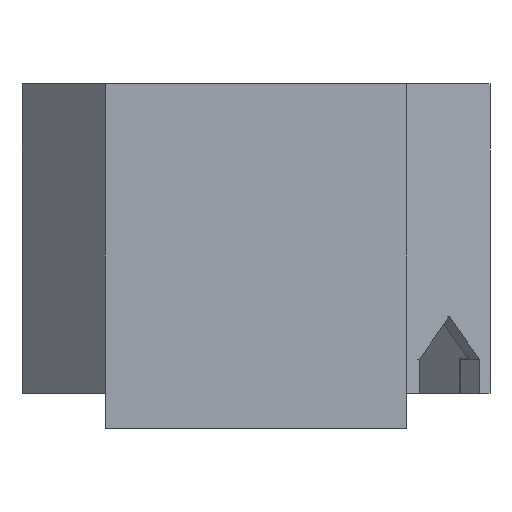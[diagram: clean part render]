
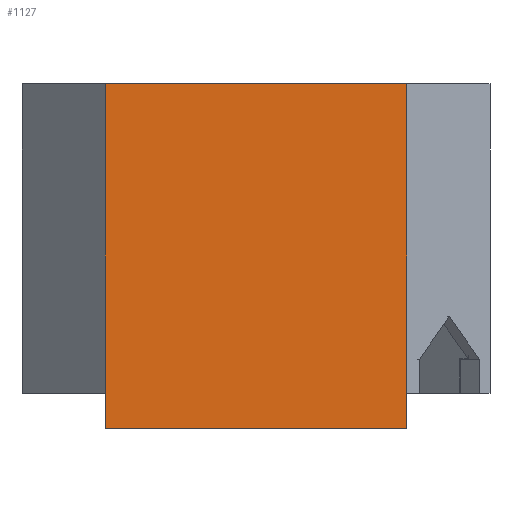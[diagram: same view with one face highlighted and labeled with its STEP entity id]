
A CAD part, front view. The second image highlights one B-rep face of the part: STEP entity #1127.
In plain terms, the highlighted planar face has unit normal (0, -1, 0).
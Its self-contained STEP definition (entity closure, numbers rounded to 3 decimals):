
#85=FACE_OUTER_BOUND('',#147,.T.);
#147=EDGE_LOOP('',(#992,#993,#994,#995));
#259=LINE('',#1734,#407);
#280=LINE('',#1775,#428);
#294=LINE('',#1802,#442);
#295=LINE('',#1804,#443);
#407=VECTOR('',#1415,10.);
#428=VECTOR('',#1450,10.);
#442=VECTOR('',#1480,10.);
#443=VECTOR('',#1483,10.);
#530=VERTEX_POINT('',#1731);
#531=VERTEX_POINT('',#1733);
#544=VERTEX_POINT('',#1773);
#549=VERTEX_POINT('',#1800);
#667=EDGE_CURVE('',#530,#531,#259,.T.);
#688=EDGE_CURVE('',#544,#530,#280,.T.);
#702=EDGE_CURVE('',#544,#549,#294,.T.);
#703=EDGE_CURVE('',#531,#549,#295,.T.);
#992=ORIENTED_EDGE('',*,*,#702,.T.);
#993=ORIENTED_EDGE('',*,*,#703,.F.);
#994=ORIENTED_EDGE('',*,*,#667,.F.);
#995=ORIENTED_EDGE('',*,*,#688,.F.);
#1069=PLANE('',#1207);
#1127=ADVANCED_FACE('',(#85),#1069,.T.);
#1207=AXIS2_PLACEMENT_3D('',#1803,#1481,#1482);
#1415=DIRECTION('',(0.,0.,1.));
#1450=DIRECTION('',(-1.,0.,0.));
#1480=DIRECTION('',(0.,0.,1.));
#1481=DIRECTION('center_axis',(0.,-1.,0.));
#1482=DIRECTION('ref_axis',(1.,0.,0.));
#1483=DIRECTION('',(1.,0.,0.));
#1731=CARTESIAN_POINT('',(-51.,-42.518,-2.));
#1733=CARTESIAN_POINT('',(-51.,-42.518,20.25));
#1734=CARTESIAN_POINT('',(-51.,-42.518,0.25));
#1773=CARTESIAN_POINT('',(-31.5,-42.518,-2.));
#1775=CARTESIAN_POINT('',(-31.25,-42.518,-2.));
#1800=CARTESIAN_POINT('',(-31.5,-42.518,20.25));
#1802=CARTESIAN_POINT('',(-31.5,-42.518,0.25));
#1803=CARTESIAN_POINT('Origin',(-51.,-42.518,0.25));
#1804=CARTESIAN_POINT('',(-31.25,-42.518,20.25));
